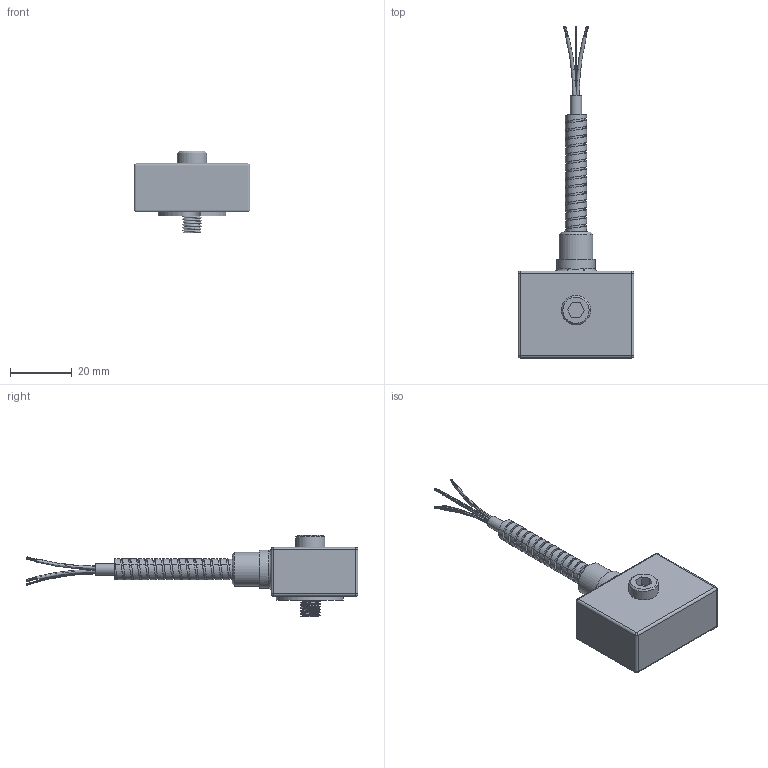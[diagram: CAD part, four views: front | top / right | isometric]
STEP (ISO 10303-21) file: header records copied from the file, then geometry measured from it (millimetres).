
FILE_DESCRIPTION(/* description */ (''),/* implementation_level */ '2;1');
FILE_NAME(/* name */ 'MASTER_TRIAX_MINI_SIDE_EXIT_ARMOR_STANDARD.stp',/* time_stamp */ '2023-11-01T16:27:16-04:00',/* author */ ('cthayer'),/* organization */ ('CONNECTION TECHNOLOGY CENTER'),/* preprocessor_version */ 'ST-DEVELOPER v19',/* originating_system */ 'Autodesk Inventor 2023',/* authorisation */ '');
FILE_SCHEMA (('AUTOMOTIVE_DESIGN { 1 0 10303 214 3 1 1 }'));
Products named in the file (1): TRCA531
Bounding box: 37.59 x 107.8 x 26.37 mm (x, y, z)
Volume: 12881.2 mm3; surface area: 20550.9 mm2
Topology: 45 solids, 45 shells, 1197 faces, 3523 edges, 2384 vertices
Faces by surface type: cylinder 457, bspline 348, plane 186, torus 177, cone 21, sphere 8
Full cylindrical faces by diameter (mm): 1.27 x142, 1.905 x3, 2.032 x4, 2.642 x1, 3.245 x1, 3.759 x1, 3.937 x1, 4.496 x3, 4.572 x1, 4.762 x1, 5.258 x8, 5.359 x1, 5.385 x9, 5.969 x8, 6.096 x6, 6.35 x8, 6.756 x1, 6.858 x5, 7.62 x1, 8.484 x1, 8.636 x3, 9.195 x1, 9.525 x2, 9.652 x3, 10.414 x1, 10.668 x1, 10.922 x1, 10.973 x1, 12.446 x1
Entity records: 76569 total; most frequent: CARTESIAN_POINT 45550, ORIENTED_EDGE 7048, DIRECTION 4866, EDGE_CURVE 3524, VERTEX_POINT 2404, AXIS2_PLACEMENT_3D 2070, B_SPLINE_CURVE_WITH_KNOTS 1578, EDGE_LOOP 1502
